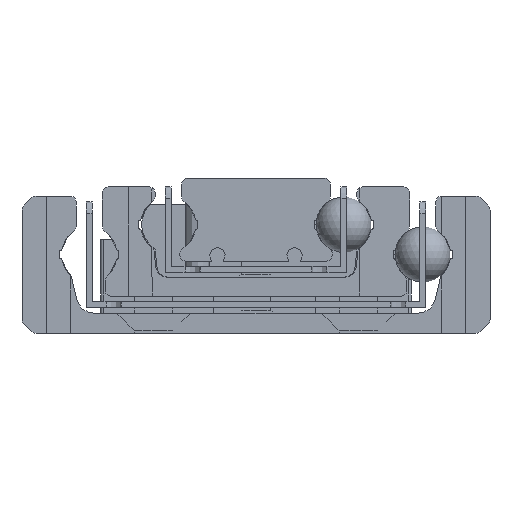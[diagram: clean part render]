
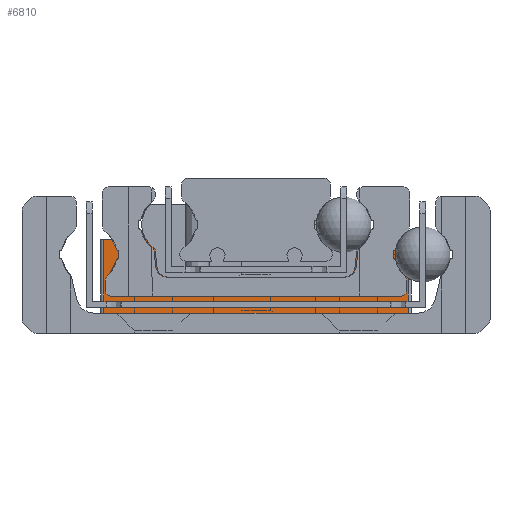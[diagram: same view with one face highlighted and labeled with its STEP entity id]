
A CAD part, front view. The second image highlights one B-rep face of the part: STEP entity #6810.
In plain terms, the highlighted planar face has unit normal (0, -1, 0).
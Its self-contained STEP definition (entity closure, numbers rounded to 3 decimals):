
#478=LINE('',#38257,#2864);
#489=LINE('',#38305,#2875);
#499=LINE('',#38337,#2885);
#500=LINE('',#38338,#2886);
#2864=VECTOR('',#30117,1.);
#2875=VECTOR('',#30164,1.);
#2885=VECTOR('',#30198,1.);
#2886=VECTOR('',#30199,1.);
#6810=ADVANCED_FACE('',(#8721),#7997,.T.);
#7997=PLANE('',#26884);
#8721=FACE_OUTER_BOUND('',#9813,.T.);
#9813=EDGE_LOOP('',(#12352,#12353,#12354,#12355));
#12352=ORIENTED_EDGE('',*,*,#21891,.T.);
#12353=ORIENTED_EDGE('',*,*,#21933,.T.);
#12354=ORIENTED_EDGE('',*,*,#21915,.F.);
#12355=ORIENTED_EDGE('',*,*,#21934,.T.);
#19149=VERTEX_POINT('',#38256);
#19150=VERTEX_POINT('',#38258);
#19169=VERTEX_POINT('',#38306);
#19170=VERTEX_POINT('',#38307);
#21891=EDGE_CURVE('',#19150,#19149,#478,.T.);
#21915=EDGE_CURVE('',#19169,#19170,#489,.T.);
#21933=EDGE_CURVE('',#19149,#19170,#499,.T.);
#21934=EDGE_CURVE('',#19169,#19150,#500,.T.);
#26884=AXIS2_PLACEMENT_3D('',#38339,#30200,#30201);
#30117=DIRECTION('',(-1.,0.,0.));
#30164=DIRECTION('',(-1.,0.,0.));
#30198=DIRECTION('',(0.,0.,-1.));
#30199=DIRECTION('',(0.,0.,1.));
#30200=DIRECTION('',(0.,-1.,0.));
#30201=DIRECTION('',(1.,0.,0.));
#38256=CARTESIAN_POINT('',(2057.5,-1869.1,-5.625));
#38257=CARTESIAN_POINT('',(2110.,-1869.1,-5.625));
#38258=CARTESIAN_POINT('',(2109.5,-1869.1,-5.625));
#38305=CARTESIAN_POINT('',(2110.,-1869.1,-18.125));
#38306=CARTESIAN_POINT('',(2109.5,-1869.1,-18.125));
#38307=CARTESIAN_POINT('',(2057.5,-1869.1,-18.125));
#38337=CARTESIAN_POINT('',(2057.5,-1869.1,-5.625));
#38338=CARTESIAN_POINT('',(2109.5,-1869.1,-5.625));
#38339=CARTESIAN_POINT('',(2110.,-1869.1,-5.625));
